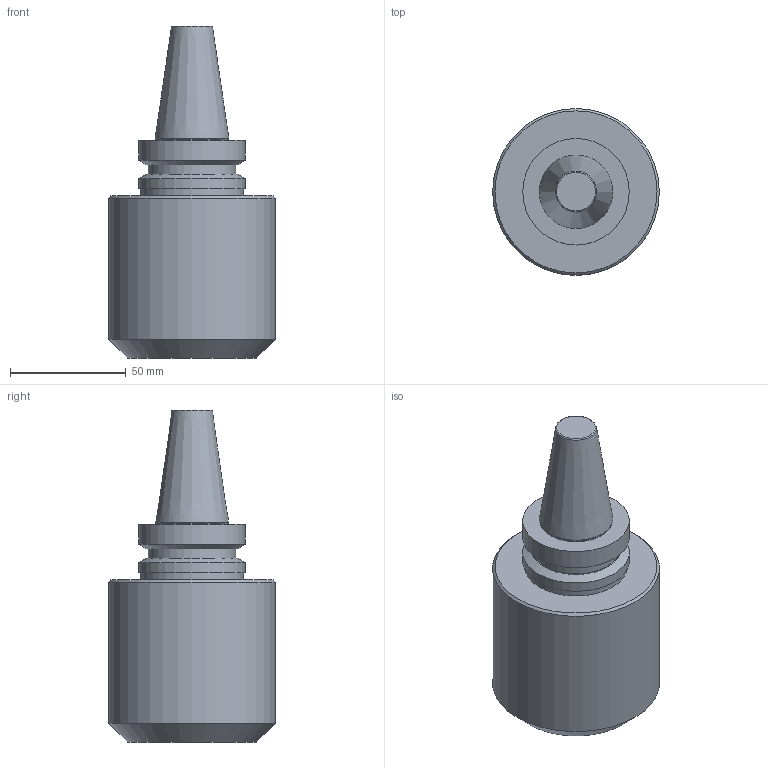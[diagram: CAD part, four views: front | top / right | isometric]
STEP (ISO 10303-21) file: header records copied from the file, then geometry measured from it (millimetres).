
FILE_DESCRIPTION(/* description */ ('3-D model version:1'),/* implementation_level */ '2;1');
FILE_NAME(/* name */ '392.55523-3032095',/* time_stamp */ '2016-12-02T14:00:22',/* author */ ('InteractiveCad'),/* organization */ ('AB Sandvik Coromant'),/* preprocessor_version */ 'ST-DEVELOPER v11',/* originating_system */ 'SIEMENS UGS NX 6.0',/* authorization */ '');
FILE_SCHEMA(('AUTOMOTIVE_DESIGN'));
Length unit declared in the file: millimetre
Products named in the file (1): 392.55523_3032095uu_stp
Bounding box: 72 x 72 x 143.4 mm (x, y, z)
Volume: 339224.2 mm3; surface area: 30251.7 mm2
Topology: 1 solids, 1 shells, 20 faces, 32 edges, 19 vertices
Faces by surface type: plane 7, cone 6, cylinder 6, torus 1
Full cylindrical faces by diameter (mm): 31.15 x1, 38 x1, 44.5 x1, 45.98 x1, 45.981 x1, 72 x1
Entity records: 432 total; most frequent: DIRECTION 86, CARTESIAN_POINT 62, AXIS2_PLACEMENT_3D 43, EDGE_LOOP 38, ORIENTED_EDGE 38, FACE_BOUND 36, ADVANCED_FACE 20, VERTEX_POINT 19
